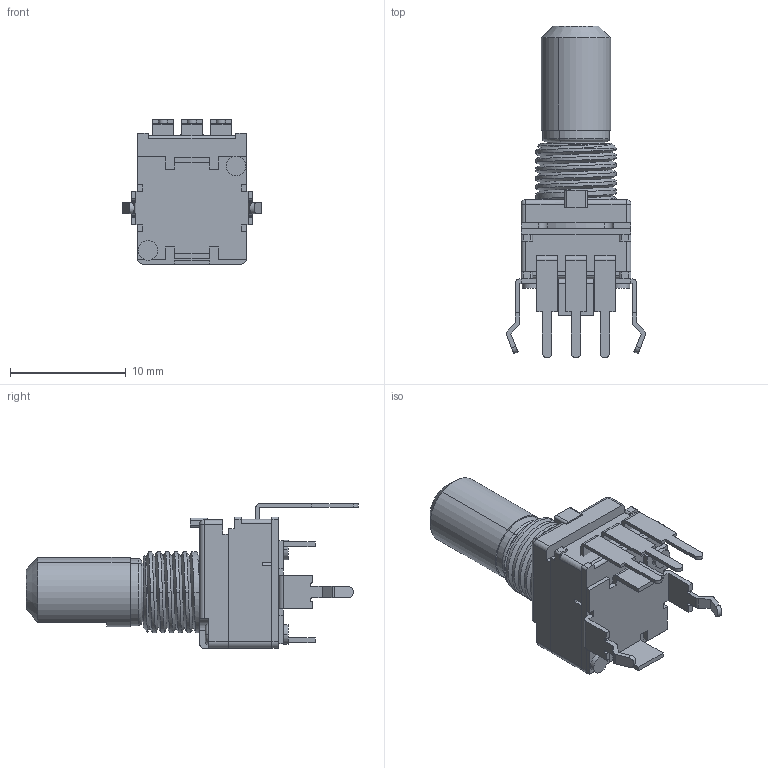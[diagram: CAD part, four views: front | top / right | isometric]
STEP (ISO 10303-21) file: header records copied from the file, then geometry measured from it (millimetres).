
FILE_DESCRIPTION((''),'2;1');
FILE_NAME('F09115N-38_ASM','2017-03-14T',('eng05'),(''),'PRO/ENGINEER BY PARAMETRIC TECHNOLOGY CORPORATION, 2012480','PRO/ENGINEER BY PARAMETRIC TECHNOLOGY CORPORATION, 2012480','');
FILE_SCHEMA(('CONFIG_CONTROL_DESIGN'));
Length unit declared in the file: millimetre
Products named in the file (11): 15385; 13249; 13258; 13150; 13156-1; 13259-1; 13169; 13484-1; 132510; 13250; F09115N-38_ASM
Assembly tree (11 placements, depth 2):
  F09115N-38_ASM
    15385
    13249
    13258
    13150
    13156-1
    13259-1
    13169  x2
    13484-1
    132510
    13250
Bounding box: 12.1 x 28.7 x 12.5 mm (x, y, z)
Volume: 1134.9 mm3; surface area: 2396 mm2
Topology: 11 solids, 11 shells, 438 faces, 1170 edges, 753 vertices
Faces by surface type: plane 215, cylinder 174, torus 24, cone 17, bspline 6, sphere 2
Entity records: 15165 total; most frequent: CARTESIAN_POINT 3962, DIRECTION 2351, ORIENTED_EDGE 2284, EDGE_CURVE 1142, AXIS2_PLACEMENT_3D 814, VERTEX_POINT 738, VECTOR 723, LINE 723
